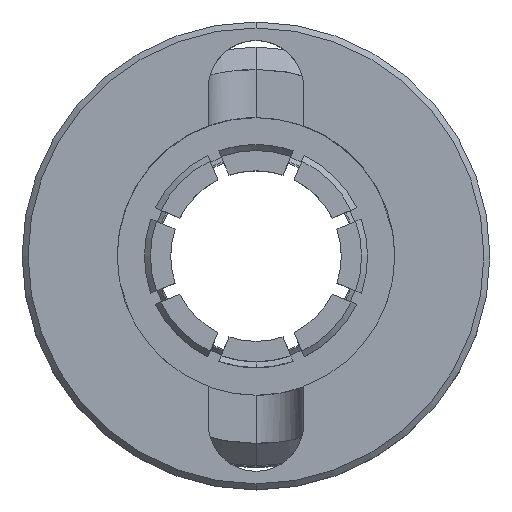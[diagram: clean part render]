
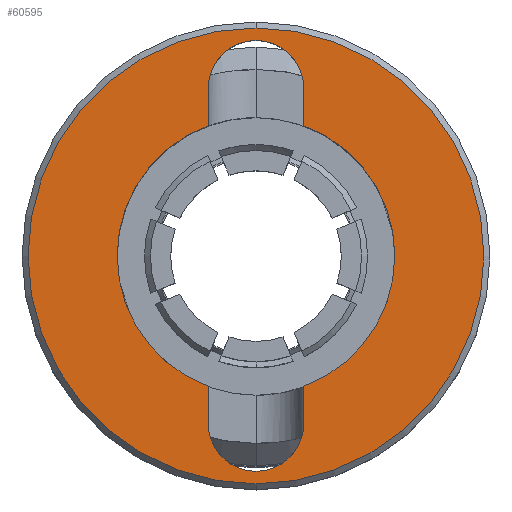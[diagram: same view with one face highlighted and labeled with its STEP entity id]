
A CAD part, top view. The second image highlights one B-rep face of the part: STEP entity #60595.
In plain terms, the highlighted planar face has unit normal (0, 0, 1).
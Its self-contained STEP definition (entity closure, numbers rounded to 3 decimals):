
#4522 = EDGE_CURVE ( 'NONE', #120113, #123866, #138036, .T. ) ;
#5269 = DIRECTION ( 'NONE',  ( 0., 1., 0. ) ) ;
#5797 = PLANE ( 'NONE',  #99041 ) ;
#8728 = VERTEX_POINT ( 'NONE', #58962 ) ;
#15058 = CARTESIAN_POINT ( 'NONE',  ( -0.8, -2.178, 20.45 ) ) ;
#18780 = CARTESIAN_POINT ( 'NONE',  ( 0., 0., 20.45 ) ) ;
#19547 = DIRECTION ( 'NONE',  ( 1., 0., 0. ) ) ;
#20089 = ORIENTED_EDGE ( 'NONE', *, *, #43235, .F. ) ;
#20202 = LINE ( 'NONE', #134333, #124815 ) ;
#22076 = DIRECTION ( 'NONE',  ( 0., -1., 0. ) ) ;
#23314 = DIRECTION ( 'NONE',  ( 1., 0., 0. ) ) ;
#23937 = CARTESIAN_POINT ( 'NONE',  ( 0.8, -2.8, 20.45 ) ) ;
#27586 = EDGE_CURVE ( 'NONE', #84500, #45887, #158829, .T. ) ;
#28700 = ORIENTED_EDGE ( 'NONE', *, *, #27586, .F. ) ;
#33054 = FACE_OUTER_BOUND ( 'NONE', #119452, .T. ) ;
#33787 = ORIENTED_EDGE ( 'NONE', *, *, #109079, .T. ) ;
#33924 = EDGE_CURVE ( 'NONE', #63023, #8728, #100820, .T. ) ;
#41302 = VERTEX_POINT ( 'NONE', #54149 ) ;
#43235 = EDGE_CURVE ( 'NONE', #45887, #120113, #47925, .T. ) ;
#45503 = CARTESIAN_POINT ( 'NONE',  ( 0.8, 2.32, 20.45 ) ) ;
#45887 = VERTEX_POINT ( 'NONE', #57855 ) ;
#45953 = CARTESIAN_POINT ( 'NONE',  ( 0., -2.8, 20.45 ) ) ;
#47925 = CIRCLE ( 'NONE', #113944, 0.8 ) ;
#51041 = CARTESIAN_POINT ( 'NONE',  ( -0.8, 2.178, 20.45 ) ) ;
#52951 = CIRCLE ( 'NONE', #66189, 3.81 ) ;
#54132 = CARTESIAN_POINT ( 'NONE',  ( 0.8, 2.178, 20.45 ) ) ;
#54149 = CARTESIAN_POINT ( 'NONE',  ( 0., -3.81, 20.45 ) ) ;
#54406 = ORIENTED_EDGE ( 'NONE', *, *, #81202, .T. ) ;
#56642 = DIRECTION ( 'NONE',  ( 0., 1., 0. ) ) ;
#57378 = EDGE_CURVE ( 'NONE', #84500, #8728, #108986, .T. ) ;
#57855 = CARTESIAN_POINT ( 'NONE',  ( 0.8, 2.8, 20.45 ) ) ;
#58279 = CARTESIAN_POINT ( 'NONE',  ( 0., 0., 20.45 ) ) ;
#58962 = CARTESIAN_POINT ( 'NONE',  ( 0.8, -2.178, 20.45 ) ) ;
#60479 = ORIENTED_EDGE ( 'NONE', *, *, #77717, .F. ) ;
#60517 = DIRECTION ( 'NONE',  ( 0., 0., 1. ) ) ;
#60595 = ADVANCED_FACE ( 'NONE', ( #33054, #131493 ), #5797, .T. ) ;
#62151 = CARTESIAN_POINT ( 'NONE',  ( 0., 2.8, 20.45 ) ) ;
#62173 = CARTESIAN_POINT ( 'NONE',  ( -0.8, 2.8, 20.45 ) ) ;
#62429 = ORIENTED_EDGE ( 'NONE', *, *, #142573, .F. ) ;
#62766 = DIRECTION ( 'NONE',  ( 0., 1., 0. ) ) ;
#63023 = VERTEX_POINT ( 'NONE', #138884 ) ;
#66189 = AXIS2_PLACEMENT_3D ( 'NONE', #18780, #145301, #105642 ) ;
#67358 = EDGE_LOOP ( 'NONE', ( #28700, #126065, #68643, #60479, #62429, #74732, #93546, #20089 ) ) ;
#68643 = ORIENTED_EDGE ( 'NONE', *, *, #33924, .F. ) ;
#74732 = ORIENTED_EDGE ( 'NONE', *, *, #149376, .T. ) ;
#75248 = AXIS2_PLACEMENT_3D ( 'NONE', #45953, #132041, #19547 ) ;
#77717 = EDGE_CURVE ( 'NONE', #119277, #63023, #146532, .T. ) ;
#79919 = CIRCLE ( 'NONE', #84877, 3.81 ) ;
#81202 = EDGE_CURVE ( 'NONE', #149347, #41302, #52951, .T. ) ;
#81853 = CARTESIAN_POINT ( 'NONE',  ( 0., 2.32, 20.45 ) ) ;
#83068 = DIRECTION ( 'NONE',  ( 0., -1., 0. ) ) ;
#83490 = DIRECTION ( 'NONE',  ( 0., 0., 1. ) ) ;
#84500 = VERTEX_POINT ( 'NONE', #54132 ) ;
#84877 = AXIS2_PLACEMENT_3D ( 'NONE', #106491, #108113, #22076 ) ;
#86771 = CARTESIAN_POINT ( 'NONE',  ( -0.8, -2.8, 20.45 ) ) ;
#87086 = AXIS2_PLACEMENT_3D ( 'NONE', #118528, #113032, #5269 ) ;
#93546 = ORIENTED_EDGE ( 'NONE', *, *, #4522, .F. ) ;
#95980 = DIRECTION ( 'NONE',  ( 0., 1., 0. ) ) ;
#96323 = DIRECTION ( 'NONE',  ( 0., 0., -1. ) ) ;
#99041 = AXIS2_PLACEMENT_3D ( 'NONE', #81853, #83490, #132319 ) ;
#99762 = CARTESIAN_POINT ( 'NONE',  ( -0.8, -2.8, 20.45 ) ) ;
#100162 = VERTEX_POINT ( 'NONE', #15058 ) ;
#100820 = LINE ( 'NONE', #23937, #129195 ) ;
#105642 = DIRECTION ( 'NONE',  ( 0., -1., 0. ) ) ;
#106491 = CARTESIAN_POINT ( 'NONE',  ( 0., 0., 20.45 ) ) ;
#107520 = VECTOR ( 'NONE', #95980, 1000. ) ;
#108113 = DIRECTION ( 'NONE',  ( 0., 0., 1. ) ) ;
#108986 = CIRCLE ( 'NONE', #130138, 2.32 ) ;
#109079 = EDGE_CURVE ( 'NONE', #41302, #149347, #79919, .T. ) ;
#113032 = DIRECTION ( 'NONE',  ( 0., 0., -1. ) ) ;
#113193 = DIRECTION ( 'NONE',  ( 0., -1., 0. ) ) ;
#113944 = AXIS2_PLACEMENT_3D ( 'NONE', #62151, #60517, #23314 ) ;
#118528 = CARTESIAN_POINT ( 'NONE',  ( 0., 0., 20.45 ) ) ;
#119277 = VERTEX_POINT ( 'NONE', #99762 ) ;
#119452 = EDGE_LOOP ( 'NONE', ( #54406, #33787 ) ) ;
#120113 = VERTEX_POINT ( 'NONE', #62173 ) ;
#123866 = VERTEX_POINT ( 'NONE', #51041 ) ;
#124815 = VECTOR ( 'NONE', #83068, 1000. ) ;
#126065 = ORIENTED_EDGE ( 'NONE', *, *, #57378, .T. ) ;
#128210 = VECTOR ( 'NONE', #113193, 1000. ) ;
#129195 = VECTOR ( 'NONE', #62766, 1000. ) ;
#130138 = AXIS2_PLACEMENT_3D ( 'NONE', #58279, #96323, #56642 ) ;
#131493 = FACE_BOUND ( 'NONE', #67358, .T. ) ;
#132041 = DIRECTION ( 'NONE',  ( 0., 0., 1. ) ) ;
#132319 = DIRECTION ( 'NONE',  ( 0., -1., 0. ) ) ;
#134333 = CARTESIAN_POINT ( 'NONE',  ( -0.8, 2.32, 20.45 ) ) ;
#138036 = LINE ( 'NONE', #86771, #128210 ) ;
#138884 = CARTESIAN_POINT ( 'NONE',  ( 0.8, -2.8, 20.45 ) ) ;
#142573 = EDGE_CURVE ( 'NONE', #100162, #119277, #20202, .T. ) ;
#145301 = DIRECTION ( 'NONE',  ( 0., 0., 1. ) ) ;
#146532 = CIRCLE ( 'NONE', #75248, 0.8 ) ;
#149347 = VERTEX_POINT ( 'NONE', #155777 ) ;
#149376 = EDGE_CURVE ( 'NONE', #100162, #123866, #158389, .T. ) ;
#155777 = CARTESIAN_POINT ( 'NONE',  ( 0., 3.81, 20.45 ) ) ;
#158389 = CIRCLE ( 'NONE', #87086, 2.32 ) ;
#158829 = LINE ( 'NONE', #45503, #107520 ) ;
